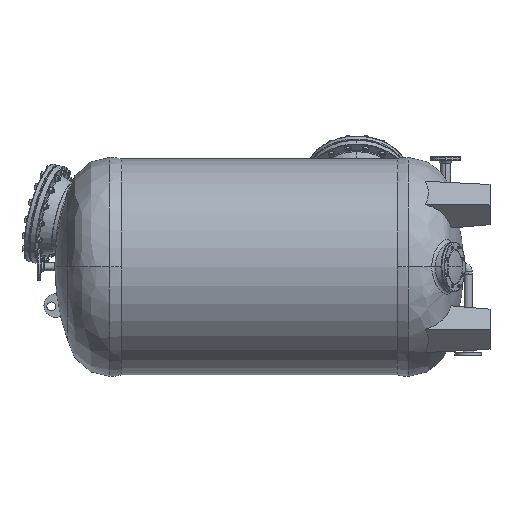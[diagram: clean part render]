
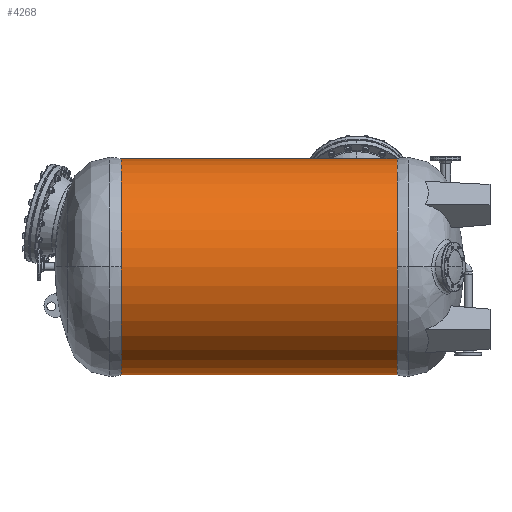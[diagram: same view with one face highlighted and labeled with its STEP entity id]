
A CAD part, left-side view. The second image highlights one B-rep face of the part: STEP entity #4268.
In plain terms, the highlighted cylindrical face has radius 608 mm (diameter 1216 mm), a partial arc.
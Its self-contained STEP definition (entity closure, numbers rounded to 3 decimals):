
#430 = VECTOR ( 'NONE', #9974, 1000. ) ;
#833 = DIRECTION ( 'NONE',  ( 0., 0., 1. ) ) ;
#838 = CARTESIAN_POINT ( 'NONE',  ( 0., 363.519, -608. ) ) ;
#1182 = VERTEX_POINT ( 'NONE', #44086 ) ;
#1411 = EDGE_CURVE ( 'NONE', #19414, #12449, #19405, .T. ) ;
#4015 = CARTESIAN_POINT ( 'NONE',  ( 0., 1916.481, 0. ) ) ;
#4268 = ADVANCED_FACE ( 'NONE', ( #27509 ), #16313, .T. ) ;
#4696 = AXIS2_PLACEMENT_3D ( 'NONE', #24003, #17225, #833 ) ;
#6363 = CARTESIAN_POINT ( 'NONE',  ( 0., 363.519, 608. ) ) ;
#6787 = DIRECTION ( 'NONE',  ( 0., 1., 0. ) ) ;
#9538 = EDGE_CURVE ( 'NONE', #1182, #18237, #32987, .T. ) ;
#9682 = CARTESIAN_POINT ( 'NONE',  ( 0., 0., 608. ) ) ;
#9974 = DIRECTION ( 'NONE',  ( 0., 1., 0. ) ) ;
#10166 = DIRECTION ( 'NONE',  ( 0., 0., 1. ) ) ;
#10706 = LINE ( 'NONE', #9682, #21894 ) ;
#10812 = EDGE_CURVE ( 'NONE', #35463, #1182, #37619, .T. ) ;
#12151 = CARTESIAN_POINT ( 'NONE',  ( 0., 0., 0. ) ) ;
#12449 = VERTEX_POINT ( 'NONE', #27043 ) ;
#13865 = DIRECTION ( 'NONE',  ( 0., 0., 1. ) ) ;
#13943 = CARTESIAN_POINT ( 'NONE',  ( 0., 0., -608. ) ) ;
#14837 = DIRECTION ( 'NONE',  ( 0., 0., 1. ) ) ;
#14852 = ORIENTED_EDGE ( 'NONE', *, *, #32202, .T. ) ;
#16313 = CYLINDRICAL_SURFACE ( 'NONE', #20279, 608. ) ;
#17225 = DIRECTION ( 'NONE',  ( 0., 1., 0. ) ) ;
#18237 = VERTEX_POINT ( 'NONE', #6363 ) ;
#19405 = CIRCLE ( 'NONE', #23541, 608. ) ;
#19414 = VERTEX_POINT ( 'NONE', #27457 ) ;
#20279 = AXIS2_PLACEMENT_3D ( 'NONE', #12151, #32415, #32180 ) ;
#20956 = AXIS2_PLACEMENT_3D ( 'NONE', #38758, #26776, #14837 ) ;
#21414 = ORIENTED_EDGE ( 'NONE', *, *, #1411, .T. ) ;
#21894 = VECTOR ( 'NONE', #6787, 1000. ) ;
#23541 = AXIS2_PLACEMENT_3D ( 'NONE', #42236, #39085, #10166 ) ;
#24003 = CARTESIAN_POINT ( 'NONE',  ( 0., 363.519, 0. ) ) ;
#26148 = LINE ( 'NONE', #13943, #430 ) ;
#26776 = DIRECTION ( 'NONE',  ( 0., 1., 0. ) ) ;
#27043 = CARTESIAN_POINT ( 'NONE',  ( -608., 1916.481, 0. ) ) ;
#27457 = CARTESIAN_POINT ( 'NONE',  ( 0., 1916.481, 608. ) ) ;
#27509 = FACE_OUTER_BOUND ( 'NONE', #38893, .T. ) ;
#29114 = AXIS2_PLACEMENT_3D ( 'NONE', #4015, #48782, #13865 ) ;
#32180 = DIRECTION ( 'NONE',  ( 0., 0., 1. ) ) ;
#32202 = EDGE_CURVE ( 'NONE', #18237, #19414, #10706, .T. ) ;
#32415 = DIRECTION ( 'NONE',  ( 0., 1., 0. ) ) ;
#32987 = CIRCLE ( 'NONE', #4696, 608. ) ;
#35463 = VERTEX_POINT ( 'NONE', #838 ) ;
#37619 = CIRCLE ( 'NONE', #20956, 608. ) ;
#38261 = CIRCLE ( 'NONE', #29114, 608. ) ;
#38665 = VERTEX_POINT ( 'NONE', #46449 ) ;
#38758 = CARTESIAN_POINT ( 'NONE',  ( 0., 363.519, 0. ) ) ;
#38893 = EDGE_LOOP ( 'NONE', ( #45136, #46352, #50683, #14852, #21414, #49493 ) ) ;
#39085 = DIRECTION ( 'NONE',  ( 0., -1., 0. ) ) ;
#40595 = EDGE_CURVE ( 'NONE', #35463, #38665, #26148, .T. ) ;
#42236 = CARTESIAN_POINT ( 'NONE',  ( 0., 1916.481, 0. ) ) ;
#44086 = CARTESIAN_POINT ( 'NONE',  ( -608., 363.519, 0. ) ) ;
#45136 = ORIENTED_EDGE ( 'NONE', *, *, #40595, .F. ) ;
#46352 = ORIENTED_EDGE ( 'NONE', *, *, #10812, .T. ) ;
#46449 = CARTESIAN_POINT ( 'NONE',  ( 0., 1916.481, -608. ) ) ;
#47138 = EDGE_CURVE ( 'NONE', #12449, #38665, #38261, .T. ) ;
#48782 = DIRECTION ( 'NONE',  ( 0., -1., 0. ) ) ;
#49493 = ORIENTED_EDGE ( 'NONE', *, *, #47138, .T. ) ;
#50683 = ORIENTED_EDGE ( 'NONE', *, *, #9538, .T. ) ;
